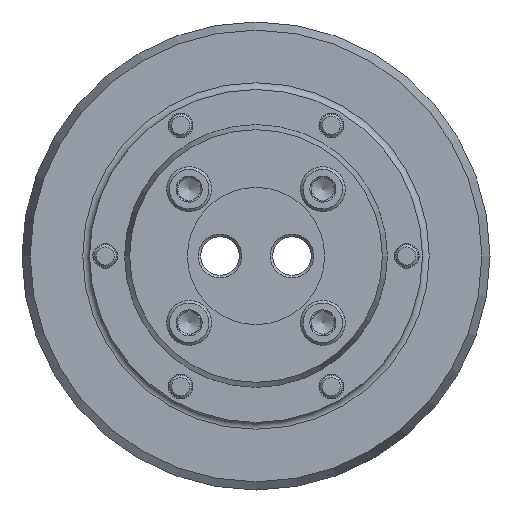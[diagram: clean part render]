
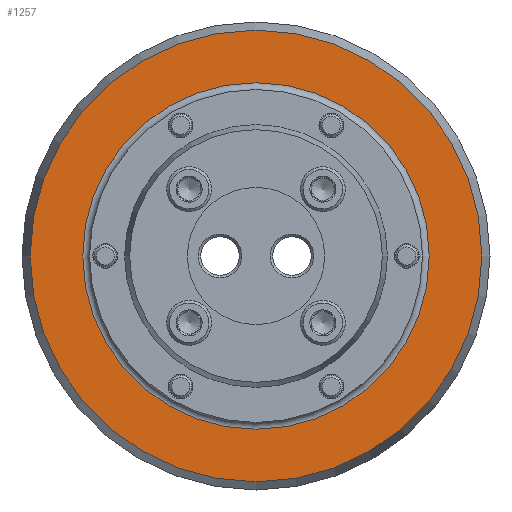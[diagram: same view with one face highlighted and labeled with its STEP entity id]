
A CAD part, front view. The second image highlights one B-rep face of the part: STEP entity #1257.
In plain terms, the highlighted planar face has unit normal (0, -1, 0).
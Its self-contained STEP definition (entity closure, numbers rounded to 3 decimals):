
#229=ORIENTED_EDGE('',*,*,#512,.F.);
#230=ORIENTED_EDGE('',*,*,#513,.T.);
#512=EDGE_CURVE('',#655,#655,#764,.T.);
#513=EDGE_CURVE('',#656,#656,#765,.T.);
#655=VERTEX_POINT('',#2086);
#656=VERTEX_POINT('',#2088);
#764=CIRCLE('',#1412,38.5);
#765=CIRCLE('',#1413,50.18);
#862=EDGE_LOOP('',(#229));
#863=EDGE_LOOP('',(#230));
#1044=FACE_BOUND('',#862,.T.);
#1045=FACE_BOUND('',#863,.T.);
#1211=PLANE('',#1411);
#1257=ADVANCED_FACE('',(#1044,#1045),#1211,.F.);
#1411=AXIS2_PLACEMENT_3D('',#2084,#1639,#1640);
#1412=AXIS2_PLACEMENT_3D('',#2085,#1641,#1642);
#1413=AXIS2_PLACEMENT_3D('',#2087,#1643,#1644);
#1639=DIRECTION('',(0.,1.,0.));
#1640=DIRECTION('',(0.,0.,1.));
#1641=DIRECTION('',(0.,-1.,0.));
#1642=DIRECTION('',(0.,0.,-1.));
#1643=DIRECTION('',(0.,-1.,0.));
#1644=DIRECTION('',(0.,0.,-1.));
#2084=CARTESIAN_POINT('',(52.,57.,0.));
#2085=CARTESIAN_POINT('',(0.,57.,0.));
#2086=CARTESIAN_POINT('',(0.,57.,-38.5));
#2087=CARTESIAN_POINT('',(0.,57.,0.));
#2088=CARTESIAN_POINT('',(0.,57.,-50.18));
